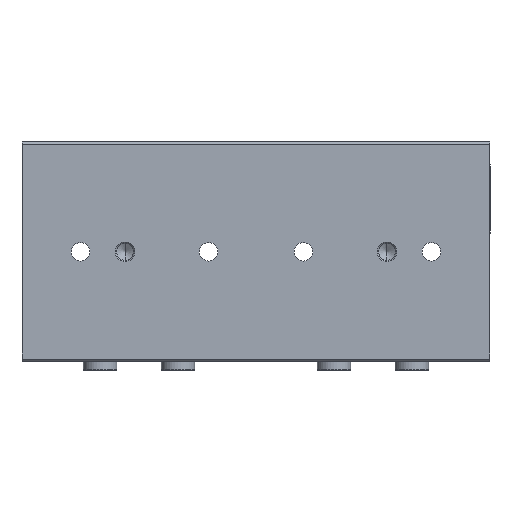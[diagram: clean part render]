
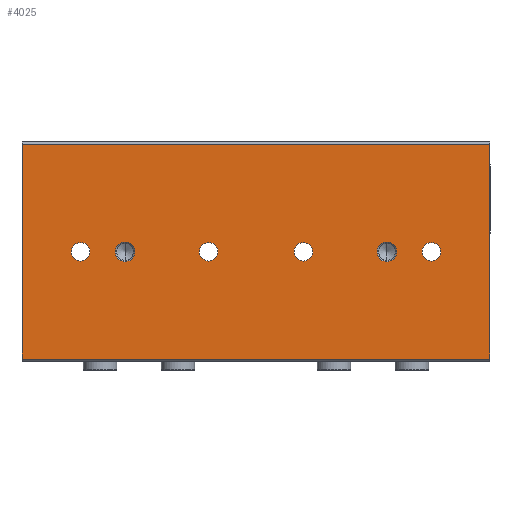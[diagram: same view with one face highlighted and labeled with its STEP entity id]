
A CAD part, front view. The second image highlights one B-rep face of the part: STEP entity #4025.
In plain terms, the highlighted planar face has unit normal (0, -1, 0).
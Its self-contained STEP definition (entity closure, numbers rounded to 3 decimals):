
#50 = DIRECTION ( 'NONE',  ( 0., -1., 0. ) ) ;
#53 = EDGE_CURVE ( 'NONE', #10509, #6440, #1958, .T. ) ;
#174 = EDGE_LOOP ( 'NONE', ( #387, #4308 ) ) ;
#311 = ORIENTED_EDGE ( 'NONE', *, *, #53, .T. ) ;
#382 = CARTESIAN_POINT ( 'NONE',  ( -47., -27., -3.5 ) ) ;
#387 = ORIENTED_EDGE ( 'NONE', *, *, #9141, .T. ) ;
#482 = VECTOR ( 'NONE', #2770, 1000. ) ;
#550 = EDGE_CURVE ( 'NONE', #8473, #5170, #9547, .T. ) ;
#568 = ORIENTED_EDGE ( 'NONE', *, *, #5290, .T. ) ;
#599 = CARTESIAN_POINT ( 'NONE',  ( -17., -27., -3.324 ) ) ;
#614 = DIRECTION ( 'NONE',  ( 0., 0., -1. ) ) ;
#617 = DIRECTION ( 'NONE',  ( 0., 0., -1. ) ) ;
#664 = DIRECTION ( 'NONE',  ( 0., 0., -1. ) ) ;
#704 = FACE_BOUND ( 'NONE', #174, .T. ) ;
#869 = CIRCLE ( 'NONE', #9296, 3.324 ) ;
#1056 = CARTESIAN_POINT ( 'NONE',  ( 63., -27., 0. ) ) ;
#1058 = EDGE_LOOP ( 'NONE', ( #9549, #2351 ) ) ;
#1176 = CARTESIAN_POINT ( 'NONE',  ( -63., -27., 3.324 ) ) ;
#1325 = VERTEX_POINT ( 'NONE', #8658 ) ;
#1389 = VECTOR ( 'NONE', #7495, 1000. ) ;
#1425 = EDGE_CURVE ( 'NONE', #9128, #4730, #7924, .T. ) ;
#1434 = VERTEX_POINT ( 'NONE', #3926 ) ;
#1440 = CARTESIAN_POINT ( 'NONE',  ( -17., -27., 0. ) ) ;
#1636 = AXIS2_PLACEMENT_3D ( 'NONE', #10572, #6738, #9973 ) ;
#1677 = VERTEX_POINT ( 'NONE', #382 ) ;
#1692 = VERTEX_POINT ( 'NONE', #9623 ) ;
#1810 = EDGE_CURVE ( 'NONE', #7172, #10509, #4211, .T. ) ;
#1958 = LINE ( 'NONE', #5239, #9523 ) ;
#2076 = EDGE_LOOP ( 'NONE', ( #9390, #5689 ) ) ;
#2166 = DIRECTION ( 'NONE',  ( 0., 0., -1. ) ) ;
#2351 = ORIENTED_EDGE ( 'NONE', *, *, #10528, .T. ) ;
#2452 = CARTESIAN_POINT ( 'NONE',  ( 63., -27., 0. ) ) ;
#2529 = EDGE_CURVE ( 'NONE', #1325, #7732, #5485, .T. ) ;
#2539 = EDGE_CURVE ( 'NONE', #4730, #9128, #5321, .T. ) ;
#2632 = CIRCLE ( 'NONE', #1636, 3.5 ) ;
#2643 = DIRECTION ( 'NONE',  ( 0., 0., -1. ) ) ;
#2663 = ORIENTED_EDGE ( 'NONE', *, *, #3679, .T. ) ;
#2672 = EDGE_LOOP ( 'NONE', ( #2663, #568 ) ) ;
#2678 = CARTESIAN_POINT ( 'NONE',  ( -47., -27., 3.5 ) ) ;
#2697 = CARTESIAN_POINT ( 'NONE',  ( 0., -27., 39.5 ) ) ;
#2770 = DIRECTION ( 'NONE',  ( -1., 0., 0. ) ) ;
#2924 = DIRECTION ( 'NONE',  ( 0., 0., 1. ) ) ;
#3198 = FACE_BOUND ( 'NONE', #3718, .T. ) ;
#3235 = AXIS2_PLACEMENT_3D ( 'NONE', #10614, #3279, #8218 ) ;
#3268 = EDGE_CURVE ( 'NONE', #6440, #1434, #5196, .T. ) ;
#3279 = DIRECTION ( 'NONE',  ( 0., 1., 0. ) ) ;
#3489 = EDGE_LOOP ( 'NONE', ( #3981, #5412 ) ) ;
#3579 = DIRECTION ( 'NONE',  ( 0., 0., -1. ) ) ;
#3589 = AXIS2_PLACEMENT_3D ( 'NONE', #10279, #6318, #5564 ) ;
#3670 = ORIENTED_EDGE ( 'NONE', *, *, #10245, .T. ) ;
#3679 = EDGE_CURVE ( 'NONE', #1677, #9693, #2632, .T. ) ;
#3695 = CARTESIAN_POINT ( 'NONE',  ( -84., -27., 39.5 ) ) ;
#3718 = EDGE_LOOP ( 'NONE', ( #5528, #3670 ) ) ;
#3796 = CARTESIAN_POINT ( 'NONE',  ( 0., -27., 38.5 ) ) ;
#3879 = CARTESIAN_POINT ( 'NONE',  ( 63., -27., 3.324 ) ) ;
#3881 = EDGE_CURVE ( 'NONE', #1434, #7172, #9369, .T. ) ;
#3912 = AXIS2_PLACEMENT_3D ( 'NONE', #2697, #50, #2643 ) ;
#3926 = CARTESIAN_POINT ( 'NONE',  ( -84., -27., 38.5 ) ) ;
#3981 = ORIENTED_EDGE ( 'NONE', *, *, #4654, .T. ) ;
#3984 = DIRECTION ( 'NONE',  ( 0., 0., -1. ) ) ;
#4003 = CARTESIAN_POINT ( 'NONE',  ( 63., -27., -3.324 ) ) ;
#4025 = ADVANCED_FACE ( 'NONE', ( #4807, #3198, #4740, #9622, #10535, #704, #5719 ), #10429, .T. ) ;
#4035 = DIRECTION ( 'NONE',  ( 0., 1., 0. ) ) ;
#4143 = CARTESIAN_POINT ( 'NONE',  ( -17., -27., 0. ) ) ;
#4211 = LINE ( 'NONE', #9869, #1389 ) ;
#4288 = AXIS2_PLACEMENT_3D ( 'NONE', #5643, #7855, #10301 ) ;
#4292 = DIRECTION ( 'NONE',  ( 0., 1., 0. ) ) ;
#4308 = ORIENTED_EDGE ( 'NONE', *, *, #2529, .T. ) ;
#4481 = CARTESIAN_POINT ( 'NONE',  ( 17., -27., 3.324 ) ) ;
#4510 = DIRECTION ( 'NONE',  ( 0., 0., -1. ) ) ;
#4604 = CARTESIAN_POINT ( 'NONE',  ( 17., -27., 0. ) ) ;
#4654 = EDGE_CURVE ( 'NONE', #1692, #6845, #10598, .T. ) ;
#4686 = EDGE_CURVE ( 'NONE', #9643, #10209, #6854, .T. ) ;
#4716 = DIRECTION ( 'NONE',  ( 0., 1., 0. ) ) ;
#4730 = VERTEX_POINT ( 'NONE', #599 ) ;
#4740 = FACE_BOUND ( 'NONE', #1058, .T. ) ;
#4800 = AXIS2_PLACEMENT_3D ( 'NONE', #4143, #6332, #3984 ) ;
#4807 = FACE_BOUND ( 'NONE', #2672, .T. ) ;
#4813 = ORIENTED_EDGE ( 'NONE', *, *, #1810, .T. ) ;
#5111 = CARTESIAN_POINT ( 'NONE',  ( 84., -27., -38.5 ) ) ;
#5170 = VERTEX_POINT ( 'NONE', #3879 ) ;
#5196 = LINE ( 'NONE', #3796, #482 ) ;
#5239 = CARTESIAN_POINT ( 'NONE',  ( 84., -27., 39.5 ) ) ;
#5290 = EDGE_CURVE ( 'NONE', #9693, #1677, #10455, .T. ) ;
#5321 = CIRCLE ( 'NONE', #4800, 3.324 ) ;
#5412 = ORIENTED_EDGE ( 'NONE', *, *, #5752, .T. ) ;
#5485 = CIRCLE ( 'NONE', #9756, 3.5 ) ;
#5528 = ORIENTED_EDGE ( 'NONE', *, *, #4686, .T. ) ;
#5560 = DIRECTION ( 'NONE',  ( 0., 1., 0. ) ) ;
#5564 = DIRECTION ( 'NONE',  ( 0., 0., -1. ) ) ;
#5643 = CARTESIAN_POINT ( 'NONE',  ( -63., -27., 0. ) ) ;
#5689 = ORIENTED_EDGE ( 'NONE', *, *, #1425, .T. ) ;
#5719 = FACE_OUTER_BOUND ( 'NONE', #5940, .T. ) ;
#5752 = EDGE_CURVE ( 'NONE', #6845, #1692, #869, .T. ) ;
#5828 = AXIS2_PLACEMENT_3D ( 'NONE', #10064, #4292, #10128 ) ;
#5829 = AXIS2_PLACEMENT_3D ( 'NONE', #1056, #8394, #4510 ) ;
#5940 = EDGE_LOOP ( 'NONE', ( #6364, #6630, #4813, #311 ) ) ;
#6187 = CIRCLE ( 'NONE', #5829, 3.324 ) ;
#6296 = CARTESIAN_POINT ( 'NONE',  ( -63., -27., -3.324 ) ) ;
#6318 = DIRECTION ( 'NONE',  ( 0., 1., 0. ) ) ;
#6332 = DIRECTION ( 'NONE',  ( 0., 1., 0. ) ) ;
#6364 = ORIENTED_EDGE ( 'NONE', *, *, #3268, .T. ) ;
#6386 = DIRECTION ( 'NONE',  ( 0., 1., 0. ) ) ;
#6440 = VERTEX_POINT ( 'NONE', #9171 ) ;
#6504 = CARTESIAN_POINT ( 'NONE',  ( 47., -27., 0. ) ) ;
#6630 = ORIENTED_EDGE ( 'NONE', *, *, #3881, .T. ) ;
#6716 = AXIS2_PLACEMENT_3D ( 'NONE', #1440, #4035, #617 ) ;
#6738 = DIRECTION ( 'NONE',  ( 0., 1., 0. ) ) ;
#6845 = VERTEX_POINT ( 'NONE', #4481 ) ;
#6854 = CIRCLE ( 'NONE', #3589, 3.324 ) ;
#7005 = CARTESIAN_POINT ( 'NONE',  ( 47., -27., -3.5 ) ) ;
#7026 = AXIS2_PLACEMENT_3D ( 'NONE', #4604, #6386, #664 ) ;
#7172 = VERTEX_POINT ( 'NONE', #9495 ) ;
#7185 = DIRECTION ( 'NONE',  ( 0., 0., -1. ) ) ;
#7302 = CARTESIAN_POINT ( 'NONE',  ( -17., -27., 3.324 ) ) ;
#7337 = AXIS2_PLACEMENT_3D ( 'NONE', #2452, #5560, #7185 ) ;
#7495 = DIRECTION ( 'NONE',  ( 1., 0., 0. ) ) ;
#7701 = CIRCLE ( 'NONE', #3235, 3.5 ) ;
#7732 = VERTEX_POINT ( 'NONE', #7005 ) ;
#7855 = DIRECTION ( 'NONE',  ( 0., 1., 0. ) ) ;
#7924 = CIRCLE ( 'NONE', #6716, 3.324 ) ;
#8218 = DIRECTION ( 'NONE',  ( 0., 0., -1. ) ) ;
#8394 = DIRECTION ( 'NONE',  ( 0., 1., 0. ) ) ;
#8456 = VECTOR ( 'NONE', #3579, 1000. ) ;
#8473 = VERTEX_POINT ( 'NONE', #4003 ) ;
#8658 = CARTESIAN_POINT ( 'NONE',  ( 47., -27., 3.5 ) ) ;
#9128 = VERTEX_POINT ( 'NONE', #7302 ) ;
#9141 = EDGE_CURVE ( 'NONE', #7732, #1325, #7701, .T. ) ;
#9171 = CARTESIAN_POINT ( 'NONE',  ( 84., -27., 38.5 ) ) ;
#9266 = CIRCLE ( 'NONE', #4288, 3.324 ) ;
#9296 = AXIS2_PLACEMENT_3D ( 'NONE', #9573, #10156, #2166 ) ;
#9369 = LINE ( 'NONE', #3695, #8456 ) ;
#9390 = ORIENTED_EDGE ( 'NONE', *, *, #2539, .T. ) ;
#9495 = CARTESIAN_POINT ( 'NONE',  ( -84., -27., -38.5 ) ) ;
#9523 = VECTOR ( 'NONE', #2924, 1000. ) ;
#9547 = CIRCLE ( 'NONE', #7337, 3.324 ) ;
#9549 = ORIENTED_EDGE ( 'NONE', *, *, #550, .T. ) ;
#9573 = CARTESIAN_POINT ( 'NONE',  ( 17., -27., 0. ) ) ;
#9622 = FACE_BOUND ( 'NONE', #3489, .T. ) ;
#9623 = CARTESIAN_POINT ( 'NONE',  ( 17., -27., -3.324 ) ) ;
#9643 = VERTEX_POINT ( 'NONE', #6296 ) ;
#9693 = VERTEX_POINT ( 'NONE', #2678 ) ;
#9756 = AXIS2_PLACEMENT_3D ( 'NONE', #6504, #4716, #614 ) ;
#9869 = CARTESIAN_POINT ( 'NONE',  ( 0., -27., -38.5 ) ) ;
#9973 = DIRECTION ( 'NONE',  ( 0., 0., -1. ) ) ;
#10064 = CARTESIAN_POINT ( 'NONE',  ( -47., -27., 0. ) ) ;
#10128 = DIRECTION ( 'NONE',  ( 0., 0., -1. ) ) ;
#10156 = DIRECTION ( 'NONE',  ( 0., 1., 0. ) ) ;
#10209 = VERTEX_POINT ( 'NONE', #1176 ) ;
#10245 = EDGE_CURVE ( 'NONE', #10209, #9643, #9266, .T. ) ;
#10279 = CARTESIAN_POINT ( 'NONE',  ( -63., -27., 0. ) ) ;
#10301 = DIRECTION ( 'NONE',  ( 0., 0., -1. ) ) ;
#10429 = PLANE ( 'NONE',  #3912 ) ;
#10455 = CIRCLE ( 'NONE', #5828, 3.5 ) ;
#10509 = VERTEX_POINT ( 'NONE', #5111 ) ;
#10528 = EDGE_CURVE ( 'NONE', #5170, #8473, #6187, .T. ) ;
#10535 = FACE_BOUND ( 'NONE', #2076, .T. ) ;
#10572 = CARTESIAN_POINT ( 'NONE',  ( -47., -27., 0. ) ) ;
#10598 = CIRCLE ( 'NONE', #7026, 3.324 ) ;
#10614 = CARTESIAN_POINT ( 'NONE',  ( 47., -27., 0. ) ) ;
